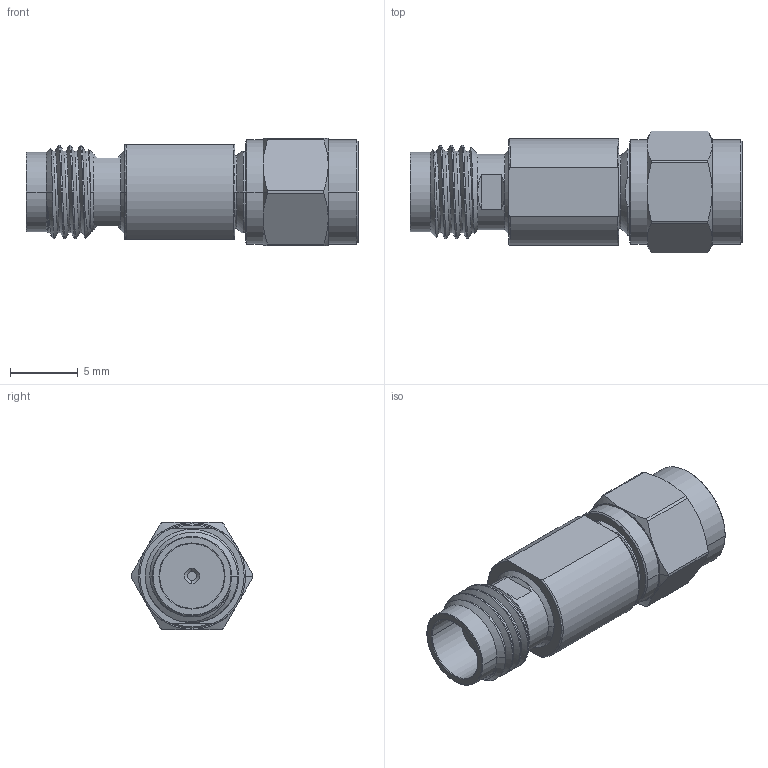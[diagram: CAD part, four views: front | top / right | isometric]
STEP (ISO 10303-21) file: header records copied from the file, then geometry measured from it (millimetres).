
FILE_DESCRIPTION (( 'STEP AP214' ), '1' );
FILE_NAME ('FMAD1616_3D.step', '2023-03-14T21:02:08', ( '' ), ( '' ), 'SwSTEP 2.0', 'SolidWorks 2022', '' );
FILE_SCHEMA (( 'AUTOMOTIVE_DESIGN' ));
Length unit declared in the file: inch
Products named in the file (4): 1.85 mm jack^FMAD1616; ADS-185-3-185-8-10^FMAD1616; 2.4 mm plug^FMAD1616; FMAD1616_3D
Assembly tree (3 placements, depth 2):
  FMAD1616_3D
    1.85 mm jack^FMAD1616
    ADS-185-3-185-8-10^FMAD1616
    2.4 mm plug^FMAD1616
Bounding box: 24.5 x 9 x 7.9 mm (x, y, z)
Volume: 835.7 mm3; surface area: 1376.3 mm2
Topology: 3 solids, 3 shells, 172 faces, 411 edges, 252 vertices
Faces by surface type: cylinder 69, cone 56, plane 31, torus 10, bspline 6
Entity records: 7249 total; most frequent: CARTESIAN_POINT 3241, ORIENTED_EDGE 822, DIRECTION 813, EDGE_CURVE 411, AXIS2_PLACEMENT_3D 339, VERTEX_POINT 252, EDGE_LOOP 183, ADVANCED_FACE 172
